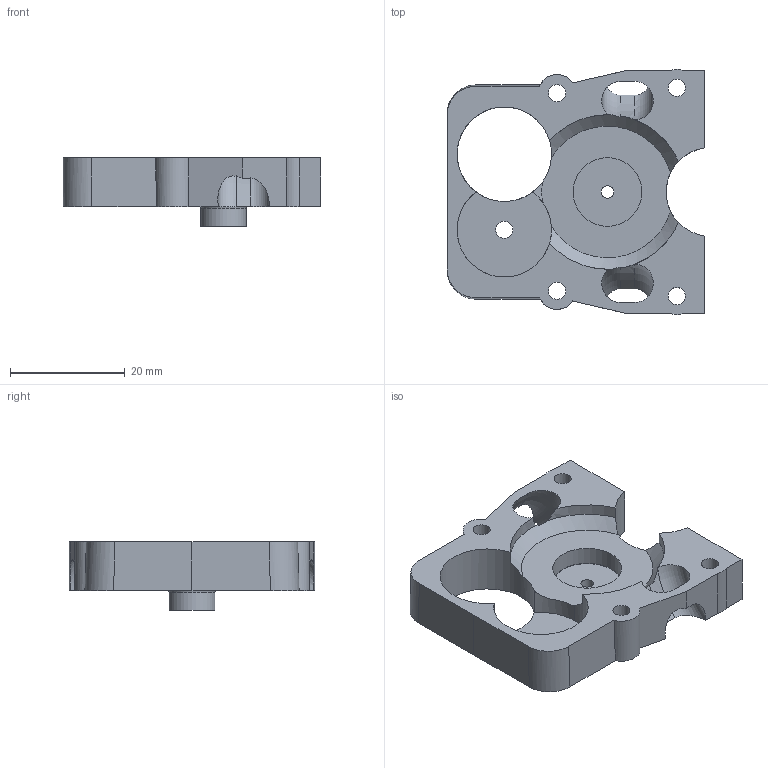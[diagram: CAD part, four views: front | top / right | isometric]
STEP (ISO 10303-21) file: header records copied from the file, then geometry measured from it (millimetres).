
FILE_DESCRIPTION(('FreeCAD Model'),'2;1');
FILE_NAME('Open CASCADE Shape Model','2022-12-02T18:30:34',(''),(''), 'Open CASCADE STEP processor 7.5','FreeCAD','Unknown');
FILE_SCHEMA(('AUTOMOTIVE_DESIGN { 1 0 10303 214 1 1 1 1 }'));
Length unit declared in the file: millimetre
Products named in the file (1): housing_mid
Bounding box: 45 x 42.84 x 12 mm (x, y, z)
Volume: 8091.6 mm3; surface area: 5785.6 mm2
Topology: 1 solids, 1 shells, 63 faces, 194 edges, 129 vertices
Faces by surface type: cylinder 32, plane 23, torus 5, cone 3
Full cylindrical faces by diameter (mm): 2.2 x1, 3 x5, 8 x1, 12 x2, 16.5 x1
Entity records: 8796 total; most frequent: CARTESIAN_POINT 5082, DIRECTION 658, ORIENTED_EDGE 388, PCURVE 388, DEFINITIONAL_REPRESENTATION 388, LINE 326, VECTOR 326, EDGE_CURVE 194
